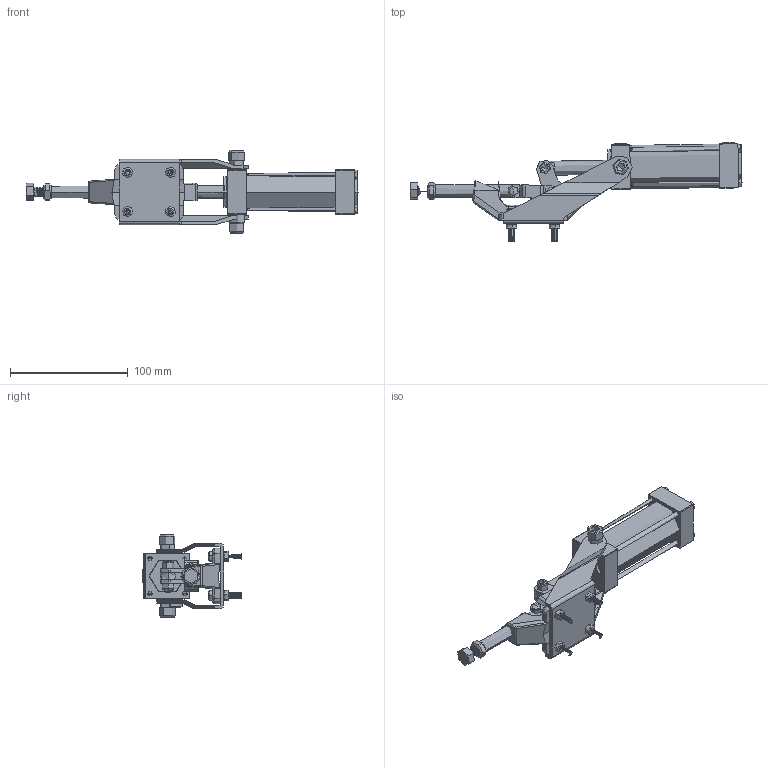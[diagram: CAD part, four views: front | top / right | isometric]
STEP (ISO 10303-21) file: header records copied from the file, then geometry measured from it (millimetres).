
FILE_DESCRIPTION (( 'STEP AP203' ), '1' );
FILE_NAME ('CH-36003-A.STEP', '2024-04-22T12:08:12', ( 'User' ), ( 'china' ), 'SwSTEP 2.0', 'SolidWorks 2018', '' );
FILE_SCHEMA (( 'CONFIG_CONTROL_DESIGN' ));
Length unit declared in the file: millimetre
Products named in the file (56): CH-36003-02; G18黑; Air cylinder-3; CH-36003-A-03; M5 NUT; M6-19; CH-36003-03; CH-36003-A; CH-30003-A-04; CH-SA-085012; M5-25; CH-36003-A-01; M8-16; CH-36003-A-02; M8; CH-36003-01; 18RIVET; 12RIVET; M6NUT; Air cylinder-1; Air cylinder-2
Assembly tree (51 placements, depth 2):
  G18黑
  CH-36003-A-03
  CH-36003-03
  CH-36003-A
    Air cylinder-3
    M5 NUT
    Air cylinder-3
    CH-SA-085012
    Air cylinder-3
    Air cylinder-2
    M8-16
    M8-16
    CH-36003-02
    M5 NUT
    M5 NUT
    M6-19
    M5 NUT
    M8
    M8-16
    Air cylinder-3
    M6NUT
  M5-25
Bounding box: 282.52 x 84.85 x 70 mm (x, y, z)
Volume: 214201.1 mm3; surface area: 90242.3 mm2
Topology: 36 solids, 36 shells, 2206 faces, 6005 edges, 3944 vertices
Faces by surface type: cylinder 1185, plane 549, bspline 274, cone 144, torus 46, sphere 8
Entity records: 94853 total; most frequent: CARTESIAN_POINT 54812, ORIENTED_EDGE 8428, DIRECTION 5664, EDGE_CURVE 4214, VERTEX_POINT 2761, AXIS2_PLACEMENT_3D 1896, VECTOR 1872, LINE 1872
